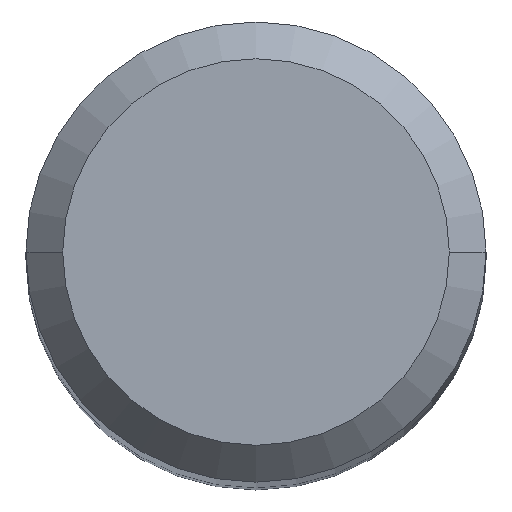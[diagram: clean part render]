
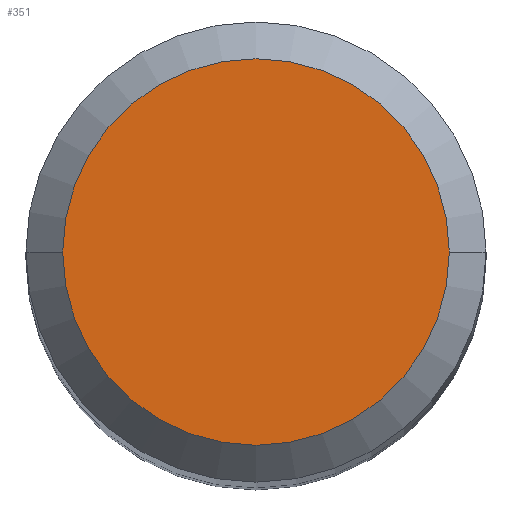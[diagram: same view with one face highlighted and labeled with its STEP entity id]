
A CAD part, top view. The second image highlights one B-rep face of the part: STEP entity #351.
In plain terms, the highlighted planar face has unit normal (0, 0, 1).
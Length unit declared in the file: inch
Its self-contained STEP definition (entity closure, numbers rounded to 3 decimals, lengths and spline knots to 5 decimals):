
#11 = CIRCLE ( 'NONE', #263, 0.105 ) ;
#12 = DIRECTION ( 'NONE',  ( 1., 0., 0. ) ) ;
#16 = ORIENTED_EDGE ( 'NONE', *, *, #347, .T. ) ;
#37 = AXIS2_PLACEMENT_3D ( 'NONE', #90, #287, #385 ) ;
#38 = CIRCLE ( 'NONE', #37, 0.105 ) ;
#49 = FACE_OUTER_BOUND ( 'NONE', #295, .T. ) ;
#90 = CARTESIAN_POINT ( 'NONE',  ( 0., 0., 0. ) ) ;
#146 = DIRECTION ( 'NONE',  ( 0., 0., -1. ) ) ;
#149 = CARTESIAN_POINT ( 'NONE',  ( -0.105, 0., 0. ) ) ;
#158 = CARTESIAN_POINT ( 'NONE',  ( 0., 0., 0. ) ) ;
#174 = PLANE ( 'NONE',  #234 ) ;
#215 = CARTESIAN_POINT ( 'NONE',  ( 0., 0.105, 0. ) ) ;
#234 = AXIS2_PLACEMENT_3D ( 'NONE', #215, #146, #354 ) ;
#249 = ORIENTED_EDGE ( 'NONE', *, *, #389, .T. ) ;
#263 = AXIS2_PLACEMENT_3D ( 'NONE', #158, #319, #12 ) ;
#287 = DIRECTION ( 'NONE',  ( 0., 0., 1. ) ) ;
#295 = EDGE_LOOP ( 'NONE', ( #16, #249 ) ) ;
#313 = VERTEX_POINT ( 'NONE', #149 ) ;
#319 = DIRECTION ( 'NONE',  ( 0., 0., 1. ) ) ;
#347 = EDGE_CURVE ( 'NONE', #313, #396, #11, .T. ) ;
#351 = ADVANCED_FACE ( 'NONE', ( #49 ), #174, .F. ) ;
#354 = DIRECTION ( 'NONE',  ( -1., 0., 0. ) ) ;
#360 = CARTESIAN_POINT ( 'NONE',  ( 0.105, 0., 0. ) ) ;
#385 = DIRECTION ( 'NONE',  ( 1., 0., 0. ) ) ;
#389 = EDGE_CURVE ( 'NONE', #396, #313, #38, .T. ) ;
#396 = VERTEX_POINT ( 'NONE', #360 ) ;
